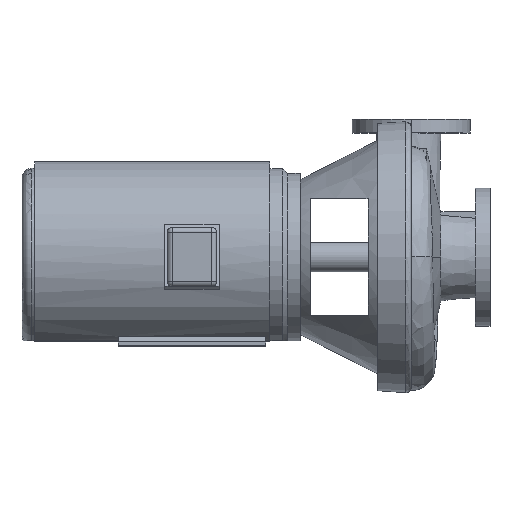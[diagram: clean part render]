
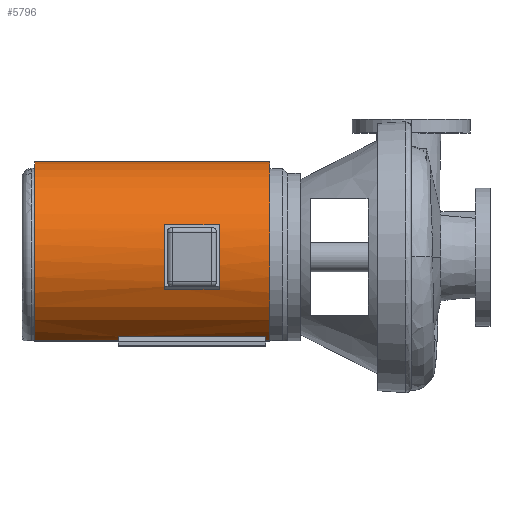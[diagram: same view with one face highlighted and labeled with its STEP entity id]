
A CAD part, top view. The second image highlights one B-rep face of the part: STEP entity #5796.
In plain terms, the highlighted cylindrical face has radius 123.825 mm (diameter 247.65 mm), a partial arc.
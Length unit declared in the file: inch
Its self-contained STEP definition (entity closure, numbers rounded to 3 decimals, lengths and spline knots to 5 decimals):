
#4262=CARTESIAN_POINT('',(-14.875,0.,0.));
#4263=DIRECTION('',(1.,0.,0.));
#4264=DIRECTION('',(0.,0.829,-0.56));
#4265=AXIS2_PLACEMENT_3D('',#4262,#4263,#4264);
#4270=DIRECTION('',(1.,0.,0.));
#4271=VECTOR('',#4270,7.5);
#4272=CARTESIAN_POINT('',(-14.875,4.1449,-2.5662));
#4273=LINE('',#4272,#4271);
#4277=CARTESIAN_POINT('',(-7.375,0.,0.));
#4278=DIRECTION('',(1.,0.,0.));
#4279=DIRECTION('',(0.,0.829,-0.56));
#4280=AXIS2_PLACEMENT_3D('',#4277,#4278,#4279);
#4285=DIRECTION('',(1.,0.,0.));
#4286=VECTOR('',#4285,7.5);
#4287=CARTESIAN_POINT('',(-14.875,4.03934,-2.72934));
#4288=LINE('',#4287,#4286);
#4292=CARTESIAN_POINT('',(-9.875,0.,0.));
#4293=DIRECTION('',(1.,0.,0.));
#4294=DIRECTION('',(0.,-0.256,-0.967));
#4295=AXIS2_PLACEMENT_3D('',#4292,#4293,#4294);
#4300=DIRECTION('',(1.,0.,0.));
#4301=VECTOR('',#4300,2.);
#4302=CARTESIAN_POINT('',(-12.125,-1.5,-4.63849));
#4303=LINE('',#4302,#4301);
#4307=CARTESIAN_POINT('',(-12.375,0.,0.));
#4308=DIRECTION('',(1.,0.,0.));
#4309=DIRECTION('',(0.,-0.256,-0.967));
#4310=AXIS2_PLACEMENT_3D('',#4307,#4308,#4309);
#4315=DIRECTION('',(1.,0.,0.));
#4316=VECTOR('',#4315,2.);
#4317=CARTESIAN_POINT('',(-12.125,1.5,-4.63849));
#4318=LINE('',#4317,#4316);
#4322=CARTESIAN_POINT('',(-14.875,0.,0.));
#4323=DIRECTION('',(1.,0.,0.));
#4324=DIRECTION('',(0.,0.85,0.526));
#4325=AXIS2_PLACEMENT_3D('',#4322,#4323,#4324);
#4330=DIRECTION('',(1.,0.,0.));
#4331=VECTOR('',#4330,7.5);
#4332=CARTESIAN_POINT('',(-14.875,4.03934,2.72934));
#4333=LINE('',#4332,#4331);
#4337=CARTESIAN_POINT('',(-7.375,0.,0.));
#4338=DIRECTION('',(1.,0.,0.));
#4339=DIRECTION('',(0.,0.85,0.526));
#4340=AXIS2_PLACEMENT_3D('',#4337,#4338,#4339);
#4345=DIRECTION('',(1.,0.,0.));
#4346=VECTOR('',#4345,7.5);
#4347=CARTESIAN_POINT('',(-14.875,4.1449,2.5662));
#4348=LINE('',#4347,#4346);
#4352=CARTESIAN_POINT('',(-7.16875,0.,0.));
#4353=DIRECTION('',(1.,0.,0.));
#4354=DIRECTION('',(0.,0.872,0.49));
#4355=AXIS2_PLACEMENT_3D('',#4352,#4353,#4354);
#4360=DIRECTION('',(1.,0.,0.));
#4361=VECTOR('',#4360,11.93125);
#4362=CARTESIAN_POINT('',(-19.1,4.25,-2.38812));
#4363=LINE('',#4362,#4361);
#4367=CARTESIAN_POINT('',(-19.1,0.,0.));
#4368=DIRECTION('',(-1.,0.,0.));
#4369=DIRECTION('',(0.,0.872,-0.49));
#4370=AXIS2_PLACEMENT_3D('',#4367,#4368,#4369);
#4375=DIRECTION('',(1.,0.,0.));
#4376=VECTOR('',#4375,11.93125);
#4377=CARTESIAN_POINT('',(-19.1,4.25,2.38812));
#4378=LINE('',#4377,#4376);
#4850=CARTESIAN_POINT('',(-9.875,1.25,-4.71202));
#4851=CARTESIAN_POINT('',(-9.875,1.27193,-4.7062));
#4852=CARTESIAN_POINT('',(-9.88069,1.31577,
-4.69424));
#4853=CARTESIAN_POINT('',(-9.90712,1.37851,
-4.67617));
#4854=CARTESIAN_POINT('',(-9.94745,1.42991,
-4.66066));
#4855=CARTESIAN_POINT('',(-9.99963,1.46967,
-4.64824));
#4856=CARTESIAN_POINT('',(-10.06149,1.49475,
-4.6402));
#4857=CARTESIAN_POINT('',(-10.10399,1.5,-4.63849));
#4858=CARTESIAN_POINT('',(-10.125,1.5,-4.63849));
#5028=CARTESIAN_POINT('',(-12.125,1.5,-4.63849));
#5029=CARTESIAN_POINT('',(-12.14601,1.5,-4.63849));
#5030=CARTESIAN_POINT('',(-12.18851,1.49475,
-4.6402));
#5031=CARTESIAN_POINT('',(-12.25037,1.46967,
-4.64824));
#5032=CARTESIAN_POINT('',(-12.30255,1.42991,
-4.66066));
#5033=CARTESIAN_POINT('',(-12.34288,1.37851,
-4.67617));
#5034=CARTESIAN_POINT('',(-12.36931,1.31577,
-4.69424));
#5035=CARTESIAN_POINT('',(-12.375,1.27193,-4.7062));
#5036=CARTESIAN_POINT('',(-12.375,1.25,-4.71202));
#5120=CARTESIAN_POINT('',(-12.375,-1.25,-4.71202));
#5121=CARTESIAN_POINT('',(-12.375,-1.27193,-4.7062));
#5122=CARTESIAN_POINT('',(-12.36931,-1.31577,
-4.69424));
#5123=CARTESIAN_POINT('',(-12.34288,-1.37851,
-4.67617));
#5124=CARTESIAN_POINT('',(-12.30255,-1.42991,
-4.66066));
#5125=CARTESIAN_POINT('',(-12.25037,-1.46967,
-4.64824));
#5126=CARTESIAN_POINT('',(-12.18851,-1.49475,
-4.6402));
#5127=CARTESIAN_POINT('',(-12.14601,-1.5,-4.63849));
#5128=CARTESIAN_POINT('',(-12.125,-1.5,-4.63849));
#5179=CARTESIAN_POINT('',(-10.125,-1.5,-4.63849));
#5180=CARTESIAN_POINT('',(-10.10399,-1.5,-4.63849));
#5181=CARTESIAN_POINT('',(-10.06149,-1.49475,
-4.6402));
#5182=CARTESIAN_POINT('',(-9.99963,-1.46967,
-4.64824));
#5183=CARTESIAN_POINT('',(-9.94745,-1.42991,
-4.66066));
#5184=CARTESIAN_POINT('',(-9.90712,-1.37851,
-4.67617));
#5185=CARTESIAN_POINT('',(-9.88069,-1.31577,
-4.69424));
#5186=CARTESIAN_POINT('',(-9.875,-1.27193,-4.7062));
#5187=CARTESIAN_POINT('',(-9.875,-1.25,-4.71202));
#5469=VERTEX_POINT('',#5120);
#5470=VERTEX_POINT('',#5128);
#5471=VERTEX_POINT('',#5179);
#5472=VERTEX_POINT('',#5187);
#5473=VERTEX_POINT('',#5028);
#5474=VERTEX_POINT('',#5036);
#5475=VERTEX_POINT('',#4850);
#5476=VERTEX_POINT('',#4858);
#5529=CARTESIAN_POINT('',(-14.875,4.1449,2.5662));
#5530=CARTESIAN_POINT('',(-14.875,4.03934,2.72934));
#5531=VERTEX_POINT('',#5529);
#5532=VERTEX_POINT('',#5530);
#5533=CARTESIAN_POINT('',(-7.375,4.1449,2.5662));
#5534=CARTESIAN_POINT('',(-7.375,4.03934,2.72934));
#5535=VERTEX_POINT('',#5533);
#5536=VERTEX_POINT('',#5534);
#5537=CARTESIAN_POINT('',(-14.875,4.03934,-2.72934));
#5538=CARTESIAN_POINT('',(-14.875,4.1449,-2.5662));
#5539=VERTEX_POINT('',#5537);
#5540=VERTEX_POINT('',#5538);
#5541=CARTESIAN_POINT('',(-7.375,4.03934,-2.72934));
#5542=CARTESIAN_POINT('',(-7.375,4.1449,-2.5662));
#5543=VERTEX_POINT('',#5541);
#5544=VERTEX_POINT('',#5542);
#5583=CARTESIAN_POINT('',(-19.1,4.25,2.38812));
#5585=VERTEX_POINT('',#5583);
#5587=CARTESIAN_POINT('',(-7.16875,4.25,2.38812));
#5589=VERTEX_POINT('',#5587);
#5591=CARTESIAN_POINT('',(-19.1,4.25,-2.38812));
#5592=CARTESIAN_POINT('',(-7.16875,4.25,-2.38812));
#5593=VERTEX_POINT('',#5591);
#5594=VERTEX_POINT('',#5592);
#5746=CARTESIAN_POINT('',(-20.45625,0.,0.));
#5747=DIRECTION('',(1.,0.,0.));
#5748=DIRECTION('',(0.,-1.,0.));
#5749=AXIS2_PLACEMENT_3D('',#5746,#5747,#5748);
#5750=CYLINDRICAL_SURFACE('',#5749,4.875);
#5752=ORIENTED_EDGE('',*,*,#5751,.T.);
#5753=ORIENTED_EDGE('',*,*,#5707,.F.);
#5754=ORIENTED_EDGE('',*,*,#5738,.T.);
#5755=ORIENTED_EDGE('',*,*,#5727,.T.);
#5756=EDGE_LOOP('',(#5752,#5753,#5754,#5755));
#5757=FACE_OUTER_BOUND('',#5756,.F.);
#5759=ORIENTED_EDGE('',*,*,#5758,.F.);
#5761=ORIENTED_EDGE('',*,*,#5760,.F.);
#5763=ORIENTED_EDGE('',*,*,#5762,.F.);
#5765=ORIENTED_EDGE('',*,*,#5764,.F.);
#5767=ORIENTED_EDGE('',*,*,#5766,.T.);
#5769=ORIENTED_EDGE('',*,*,#5768,.F.);
#5771=ORIENTED_EDGE('',*,*,#5770,.T.);
#5773=ORIENTED_EDGE('',*,*,#5772,.F.);
#5774=EDGE_LOOP('',(#5759,#5761,#5763,#5765,#5767,#5769,#5771,#5773));
#5775=FACE_BOUND('',#5774,.F.);
#5777=ORIENTED_EDGE('',*,*,#5776,.T.);
#5779=ORIENTED_EDGE('',*,*,#5778,.T.);
#5781=ORIENTED_EDGE('',*,*,#5780,.F.);
#5783=ORIENTED_EDGE('',*,*,#5782,.F.);
#5784=EDGE_LOOP('',(#5777,#5779,#5781,#5783));
#5785=FACE_BOUND('',#5784,.F.);
#5787=ORIENTED_EDGE('',*,*,#5786,.T.);
#5789=ORIENTED_EDGE('',*,*,#5788,.T.);
#5791=ORIENTED_EDGE('',*,*,#5790,.F.);
#5793=ORIENTED_EDGE('',*,*,#5792,.F.);
#5794=EDGE_LOOP('',(#5787,#5789,#5791,#5793));
#5795=FACE_BOUND('',#5794,.F.);
#4266=CIRCLE('',#4265,4.875);
#4281=CIRCLE('',#4280,4.875);
#4296=CIRCLE('',#4295,4.875);
#4311=CIRCLE('',#4310,4.875);
#4326=CIRCLE('',#4325,4.875);
#4341=CIRCLE('',#4340,4.875);
#4356=CIRCLE('',#4355,4.875);
#4371=CIRCLE('',#4370,4.875);
#4859=B_SPLINE_CURVE_WITH_KNOTS('',3,(#4850,#4851,#4852,#4853,#4854,#4855,#4856,
#4857,#4858),.UNSPECIFIED.,.F.,.F.,(4,1,1,1,1,1,4),(0.,0.16667,
0.33333,0.5,0.66667,0.83333,1.),
.UNSPECIFIED.);
#5037=B_SPLINE_CURVE_WITH_KNOTS('',3,(#5028,#5029,#5030,#5031,#5032,#5033,#5034,
#5035,#5036),.UNSPECIFIED.,.F.,.F.,(4,1,1,1,1,1,4),(0.,0.16667,
0.33333,0.5,0.66667,0.83333,1.),
.UNSPECIFIED.);
#5129=B_SPLINE_CURVE_WITH_KNOTS('',3,(#5120,#5121,#5122,#5123,#5124,#5125,#5126,
#5127,#5128),.UNSPECIFIED.,.F.,.F.,(4,1,1,1,1,1,4),(0.,0.16667,
0.33333,0.5,0.66667,0.83333,1.),
.UNSPECIFIED.);
#5188=B_SPLINE_CURVE_WITH_KNOTS('',3,(#5179,#5180,#5181,#5182,#5183,#5184,#5185,
#5186,#5187),.UNSPECIFIED.,.F.,.F.,(4,1,1,1,1,1,4),(0.,0.16667,
0.33333,0.5,0.66667,0.83333,1.),
.UNSPECIFIED.);
#5707=EDGE_CURVE('',#5593,#5594,#4363,.T.);
#5727=EDGE_CURVE('',#5585,#5589,#4378,.T.);
#5738=EDGE_CURVE('',#5593,#5585,#4371,.T.);
#5751=EDGE_CURVE('',#5589,#5594,#4356,.T.);
#5758=EDGE_CURVE('',#5472,#5475,#4296,.T.);
#5760=EDGE_CURVE('',#5471,#5472,#5188,.T.);
#5762=EDGE_CURVE('',#5470,#5471,#4303,.T.);
#5764=EDGE_CURVE('',#5469,#5470,#5129,.T.);
#5766=EDGE_CURVE('',#5469,#5474,#4311,.T.);
#5768=EDGE_CURVE('',#5473,#5474,#5037,.T.);
#5770=EDGE_CURVE('',#5473,#5476,#4318,.T.);
#5772=EDGE_CURVE('',#5475,#5476,#4859,.T.);
#5776=EDGE_CURVE('',#5531,#5532,#4326,.T.);
#5778=EDGE_CURVE('',#5532,#5536,#4333,.T.);
#5780=EDGE_CURVE('',#5535,#5536,#4341,.T.);
#5782=EDGE_CURVE('',#5531,#5535,#4348,.T.);
#5786=EDGE_CURVE('',#5539,#5540,#4266,.T.);
#5788=EDGE_CURVE('',#5540,#5544,#4273,.T.);
#5790=EDGE_CURVE('',#5543,#5544,#4281,.T.);
#5792=EDGE_CURVE('',#5539,#5543,#4288,.T.);
#5796=ADVANCED_FACE('',(#5757,#5775,#5785,#5795),#5750,.T.);
